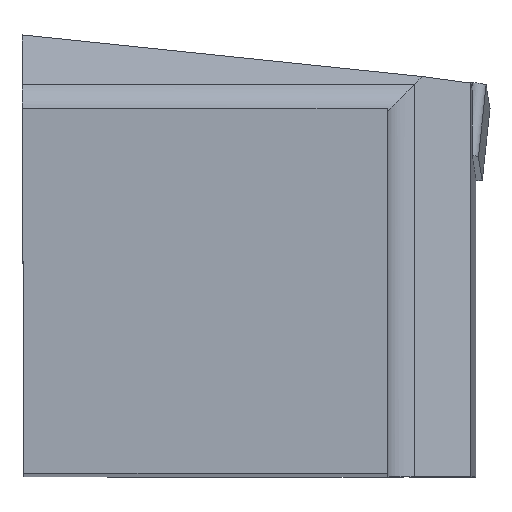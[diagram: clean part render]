
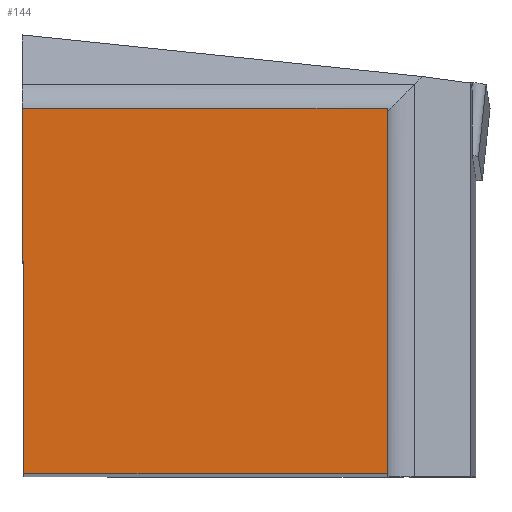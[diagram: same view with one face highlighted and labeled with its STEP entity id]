
A CAD part, top view. The second image highlights one B-rep face of the part: STEP entity #144.
In plain terms, the highlighted planar face has unit normal (0, 0, 1).
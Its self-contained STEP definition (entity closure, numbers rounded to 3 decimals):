
#114=FACE_OUTER_BOUND('',#330,.T.);
#144=ADVANCED_FACE('SHANK_FACE_BACK',(#114),#172,.F.);
#172=PLANE('',#736);
#207=LINE('',#1035,#266);
#208=LINE('',#1038,#267);
#209=LINE('',#1040,#268);
#210=LINE('',#1042,#269);
#266=VECTOR('',#839,1.);
#267=VECTOR('',#840,1.);
#268=VECTOR('',#841,1.);
#269=VECTOR('',#842,1.);
#330=EDGE_LOOP('',(#401,#402,#403,#404));
#401=ORIENTED_EDGE('',*,*,#586,.F.);
#402=ORIENTED_EDGE('',*,*,#587,.T.);
#403=ORIENTED_EDGE('',*,*,#588,.T.);
#404=ORIENTED_EDGE('',*,*,#589,.F.);
#527=VERTEX_POINT('',#1036);
#528=VERTEX_POINT('',#1037);
#529=VERTEX_POINT('',#1039);
#530=VERTEX_POINT('',#1041);
#586=EDGE_CURVE('',#527,#528,#207,.T.);
#587=EDGE_CURVE('',#527,#529,#208,.T.);
#588=EDGE_CURVE('',#529,#530,#209,.T.);
#589=EDGE_CURVE('',#528,#530,#210,.T.);
#736=AXIS2_PLACEMENT_3D('',#1043,#843,#844);
#839=DIRECTION('',(-0.004,1.,0.));
#840=DIRECTION('',(1.,0.,0.));
#841=DIRECTION('',(0.,1.,0.));
#842=DIRECTION('',(1.,0.,0.));
#843=DIRECTION('',(0.,0.,-1.));
#844=DIRECTION('',(-0.994,0.106,0.));
#1035=CARTESIAN_POINT('',(0.593,-120.144,0.));
#1036=CARTESIAN_POINT('',(0.069,0.,0.));
#1037=CARTESIAN_POINT('',(0.,15.875,0.));
#1038=CARTESIAN_POINT('',(-6.294,0.,0.));
#1039=CARTESIAN_POINT('',(15.875,0.,0.));
#1040=CARTESIAN_POINT('',(15.875,-6.294,0.));
#1041=CARTESIAN_POINT('',(15.875,15.875,0.));
#1042=CARTESIAN_POINT('',(-6.294,15.875,0.));
#1043=CARTESIAN_POINT('',(0.,0.,0.));
